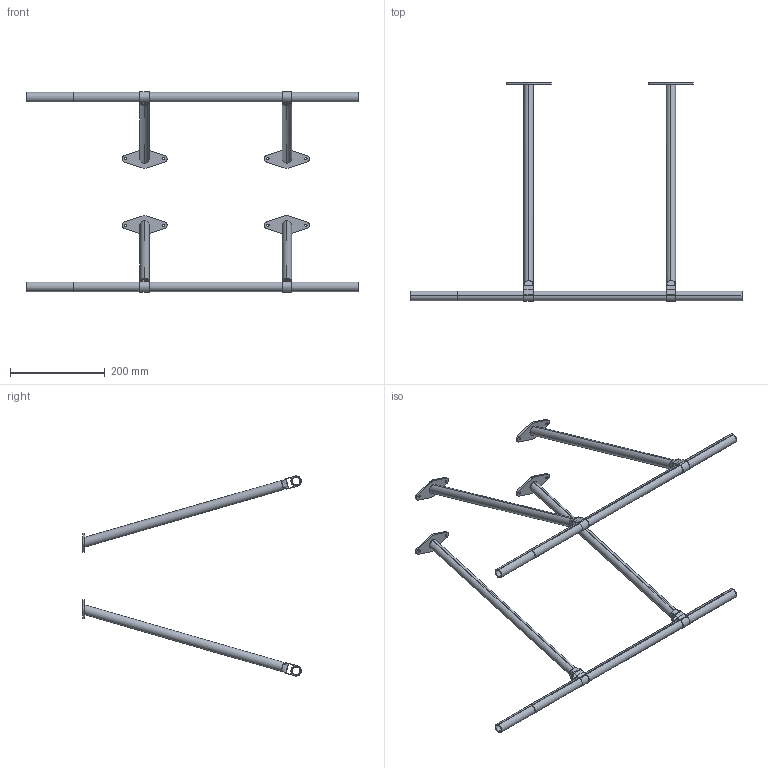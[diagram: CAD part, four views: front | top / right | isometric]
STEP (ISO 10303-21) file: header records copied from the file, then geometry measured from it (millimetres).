
FILE_DESCRIPTION (( 'STEP AP203' ), '1' );
FILE_NAME ('Landing Gear_Default_sldprt.STEP', '2022-04-16T10:24:53', ( '' ), ( '' ), 'SwSTEP 2.0', 'SolidWorks 2019', '' );
FILE_SCHEMA (( 'CONFIG_CONTROL_DESIGN' ));
Length unit declared in the file: millimetre
Products named in the file (1): Landing Gear_Default_sldprt
Bounding box: 700 x 460.98 x 421.97 mm (x, y, z)
Volume: 684537.2 mm3; surface area: 665216 mm2
Topology: 6 solids, 6 shells, 242 faces, 611 edges, 394 vertices
Faces by surface type: cylinder 117, plane 85, bspline 40
Entity records: 8354 total; most frequent: CARTESIAN_POINT 2337, DIRECTION 1241, ORIENTED_EDGE 1222, EDGE_CURVE 611, AXIS2_PLACEMENT_3D 452, VERTEX_POINT 394, VECTOR 337, LINE 337
